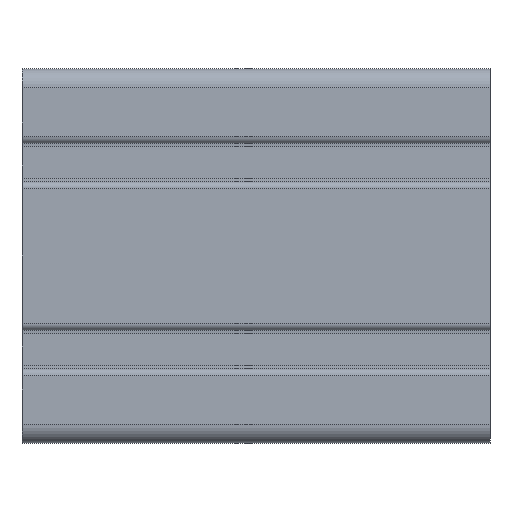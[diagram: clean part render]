
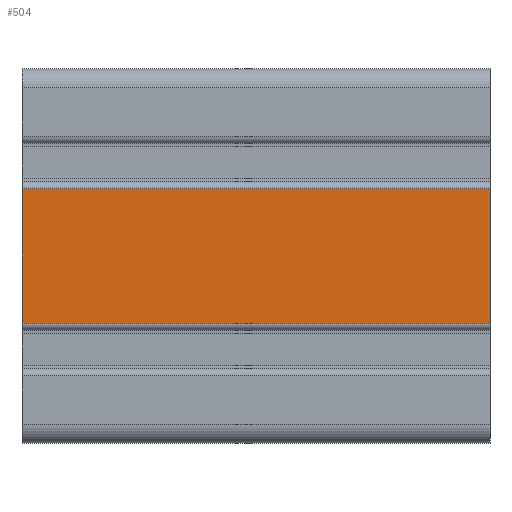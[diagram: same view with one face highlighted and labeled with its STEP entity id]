
A CAD part, left-side view. The second image highlights one B-rep face of the part: STEP entity #504.
In plain terms, the highlighted planar face has unit normal (-1, 0, 0).
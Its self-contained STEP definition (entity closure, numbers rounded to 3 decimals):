
#504 = ADVANCED_FACE( '', ( #1105 ), #1106, .F. );
#1105 = FACE_OUTER_BOUND( '', #1802, .T. );
#1106 = PLANE( '', #1803 );
#1802 = EDGE_LOOP( '', ( #3343, #3344, #3345, #3346 ) );
#1803 = AXIS2_PLACEMENT_3D( '', #3347, #3348, #3349 );
#3343 = ORIENTED_EDGE( '', *, *, #4570, .T. );
#3344 = ORIENTED_EDGE( '', *, *, #4368, .F. );
#3345 = ORIENTED_EDGE( '', *, *, #4988, .F. );
#3346 = ORIENTED_EDGE( '', *, *, #4989, .T. );
#3347 = CARTESIAN_POINT( '', ( -20., 100., -14.4 ) );
#3348 = DIRECTION( '', ( 1., 0., 0. ) );
#3349 = DIRECTION( '', ( 0., 0., -1. ) );
#4368 = EDGE_CURVE( '', #5290, #5285, #5292, .T. );
#4570 = EDGE_CURVE( '', #5650, #5285, #5651, .T. );
#4988 = EDGE_CURVE( '', #6284, #5290, #6285, .T. );
#4989 = EDGE_CURVE( '', #6284, #5650, #6286, .T. );
#5285 = VERTEX_POINT( '', #6643 );
#5290 = VERTEX_POINT( '', #6649 );
#5292 = LINE( '', #6651, #6652 );
#5650 = VERTEX_POINT( '', #7118 );
#5651 = LINE( '', #7119, #7120 );
#6284 = VERTEX_POINT( '', #7972 );
#6285 = LINE( '', #7973, #7974 );
#6286 = LINE( '', #7975, #7976 );
#6643 = CARTESIAN_POINT( '', ( -20., 0., 14.4 ) );
#6649 = CARTESIAN_POINT( '', ( -20., 100., 14.4 ) );
#6651 = CARTESIAN_POINT( '', ( -20., 100., 14.4 ) );
#6652 = VECTOR( '', #8355, 1000. );
#7118 = CARTESIAN_POINT( '', ( -20., 0., -14.4 ) );
#7119 = CARTESIAN_POINT( '', ( -20., 0., -14.4 ) );
#7120 = VECTOR( '', #8659, 1000. );
#7972 = CARTESIAN_POINT( '', ( -20., 100., -14.4 ) );
#7973 = CARTESIAN_POINT( '', ( -20., 100., -14.4 ) );
#7974 = VECTOR( '', #9197, 1000. );
#7975 = CARTESIAN_POINT( '', ( -20., 100., -14.4 ) );
#7976 = VECTOR( '', #9198, 1000. );
#8355 = DIRECTION( '', ( 0., -1., 0. ) );
#8659 = DIRECTION( '', ( 0., 0., 1. ) );
#9197 = DIRECTION( '', ( 0., 0., 1. ) );
#9198 = DIRECTION( '', ( 0., -1., 0. ) );
